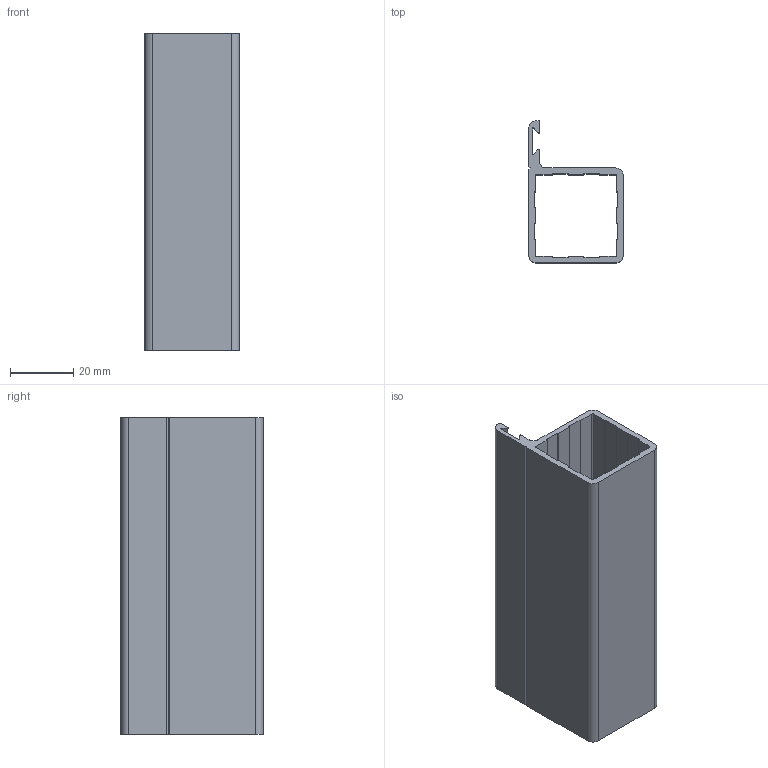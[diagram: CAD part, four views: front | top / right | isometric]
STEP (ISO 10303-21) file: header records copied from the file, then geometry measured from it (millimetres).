
FILE_DESCRIPTION(('STEP AP203'),'2;1');
FILE_NAME('XB25930.stp','2011-03-21T16:30:06',(''),(''),'2009.3.110','THINKDESIGN','');
FILE_SCHEMA(('CONFIG_CONTROL_DESIGN'));
Length unit declared in the file: millimetre
Bounding box: 30 x 45 x 100 mm (x, y, z)
Volume: 25532.9 mm3; surface area: 26619 mm2
Topology: 1 solids, 1 shells, 65 faces, 189 edges, 126 vertices
Faces by surface type: plane 51, cylinder 14
Entity records: 2228 total; most frequent: CARTESIAN_POINT 380, ORIENTED_EDGE 378, DIRECTION 347, EDGE_CURVE 189, VECTOR 161, LINE 161, VERTEX_POINT 126, AXIS2_PLACEMENT_3D 93
